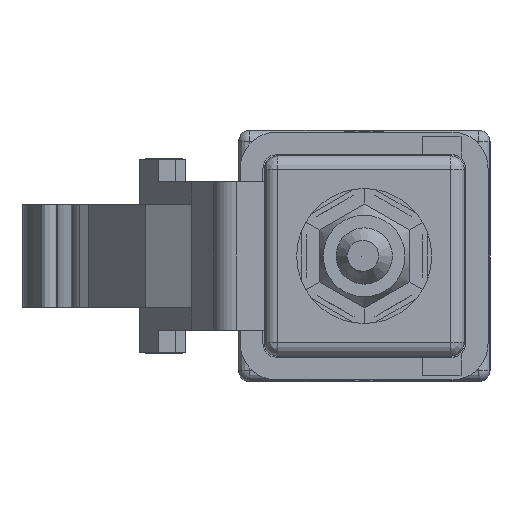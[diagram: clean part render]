
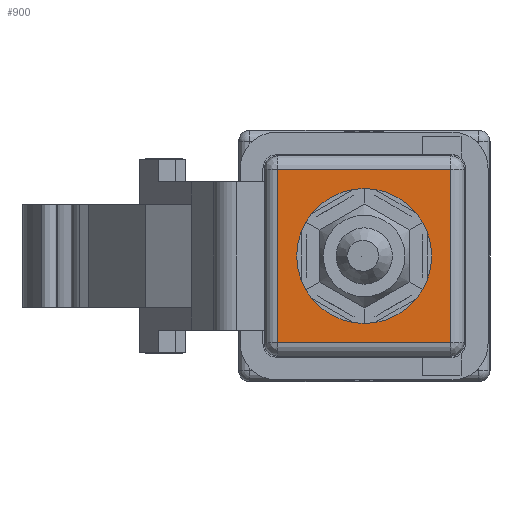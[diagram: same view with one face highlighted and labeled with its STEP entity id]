
A CAD part, left-side view. The second image highlights one B-rep face of the part: STEP entity #900.
In plain terms, the highlighted face is planar.
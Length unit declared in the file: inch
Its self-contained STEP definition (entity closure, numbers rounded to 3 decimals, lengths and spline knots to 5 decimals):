
#900 = ADVANCED_FACE ( 'NONE', ( #1029, #4049 ), #13401, .F. ) ;
#1029 = FACE_BOUND ( 'NONE', #8373, .T. ) ;
#1118 = VECTOR ( 'NONE', #19163, 39.37008 ) ;
#1236 = CARTESIAN_POINT ( 'NONE',  ( 0.46457, 0., 0. ) ) ;
#1336 = DIRECTION ( 'NONE',  ( -1., 0., 0. ) ) ;
#1967 = CARTESIAN_POINT ( 'NONE',  ( 0.46457, 0.07579, -0.07579 ) ) ;
#2291 = CARTESIAN_POINT ( 'NONE',  ( 0.46457, 0.07579, 0.07579 ) ) ;
#2671 = DIRECTION ( 'NONE',  ( 0., 0., -1. ) ) ;
#2978 = VERTEX_POINT ( 'NONE', #1967 ) ;
#3144 = CARTESIAN_POINT ( 'NONE',  ( 0.46457, -0.07579, -0.07579 ) ) ;
#3754 = CARTESIAN_POINT ( 'NONE',  ( 0.46457, -0.07579, 0. ) ) ;
#3853 = LINE ( 'NONE', #3754, #10716 ) ;
#4049 = FACE_OUTER_BOUND ( 'NONE', #5981, .T. ) ;
#4144 = CARTESIAN_POINT ( 'NONE',  ( 0.46457, 0., -0.07579 ) ) ;
#4234 = CARTESIAN_POINT ( 'NONE',  ( 0.46457, -0.07579, 0.07579 ) ) ;
#4304 = VECTOR ( 'NONE', #10468, 39.37008 ) ;
#4396 = DIRECTION ( 'NONE',  ( 1., 0., 0. ) ) ;
#4776 = EDGE_CURVE ( 'NONE', #18475, #2978, #8855, .T. ) ;
#4899 = ORIENTED_EDGE ( 'NONE', *, *, #8263, .F. ) ;
#5171 = VECTOR ( 'NONE', #16494, 39.37008 ) ;
#5626 = ORIENTED_EDGE ( 'NONE', *, *, #14988, .F. ) ;
#5981 = EDGE_LOOP ( 'NONE', ( #4899, #19473, #5626, #9226 ) ) ;
#7044 = EDGE_CURVE ( 'NONE', #19844, #15783, #3853, .T. ) ;
#7256 = CARTESIAN_POINT ( 'NONE',  ( 0.46457, 0.07579, 0. ) ) ;
#8263 = EDGE_CURVE ( 'NONE', #15783, #18475, #12859, .T. ) ;
#8373 = EDGE_LOOP ( 'NONE', ( #16673 ) ) ;
#8855 = LINE ( 'NONE', #7256, #5171 ) ;
#9226 = ORIENTED_EDGE ( 'NONE', *, *, #4776, .F. ) ;
#10468 = DIRECTION ( 'NONE',  ( 0., -1., 0. ) ) ;
#10716 = VECTOR ( 'NONE', #14136, 39.37008 ) ;
#10819 = AXIS2_PLACEMENT_3D ( 'NONE', #1236, #1336, #14693 ) ;
#12185 = CARTESIAN_POINT ( 'NONE',  ( 0.46457, 0., -0.05906 ) ) ;
#12859 = LINE ( 'NONE', #17439, #1118 ) ;
#13401 = PLANE ( 'NONE',  #10819 ) ;
#13588 = VERTEX_POINT ( 'NONE', #12185 ) ;
#13646 = CARTESIAN_POINT ( 'NONE',  ( 0.46457, 0., 0. ) ) ;
#14136 = DIRECTION ( 'NONE',  ( 0., 0., 1. ) ) ;
#14355 = CIRCLE ( 'NONE', #18520, 0.05906 ) ;
#14693 = DIRECTION ( 'NONE',  ( 0., 0., 1. ) ) ;
#14988 = EDGE_CURVE ( 'NONE', #2978, #19844, #19583, .T. ) ;
#15783 = VERTEX_POINT ( 'NONE', #4234 ) ;
#16494 = DIRECTION ( 'NONE',  ( 0., 0., -1. ) ) ;
#16673 = ORIENTED_EDGE ( 'NONE', *, *, #17546, .F. ) ;
#17439 = CARTESIAN_POINT ( 'NONE',  ( 0.46457, 0., 0.07579 ) ) ;
#17546 = EDGE_CURVE ( 'NONE', #13588, #13588, #14355, .T. ) ;
#18475 = VERTEX_POINT ( 'NONE', #2291 ) ;
#18520 = AXIS2_PLACEMENT_3D ( 'NONE', #13646, #4396, #2671 ) ;
#19163 = DIRECTION ( 'NONE',  ( 0., 1., 0. ) ) ;
#19473 = ORIENTED_EDGE ( 'NONE', *, *, #7044, .F. ) ;
#19583 = LINE ( 'NONE', #4144, #4304 ) ;
#19844 = VERTEX_POINT ( 'NONE', #3144 ) ;
